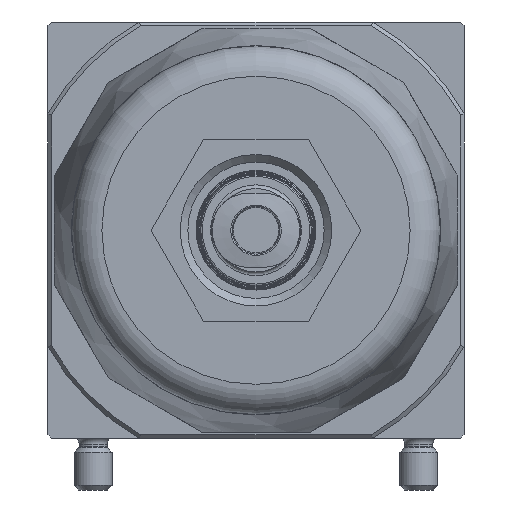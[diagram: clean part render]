
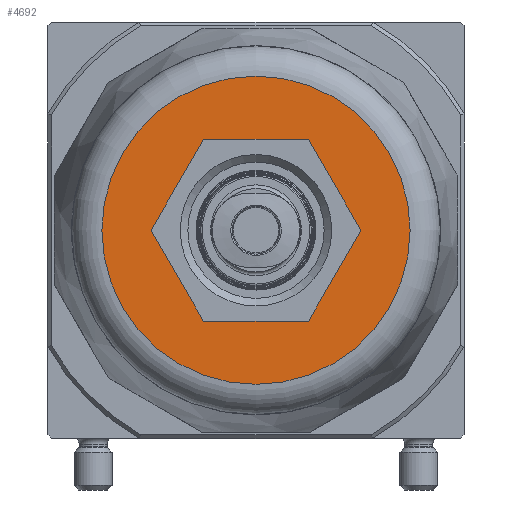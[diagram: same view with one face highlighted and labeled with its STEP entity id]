
A CAD part, front view. The second image highlights one B-rep face of the part: STEP entity #4692.
In plain terms, the highlighted planar face has unit normal (0, -1, 0).
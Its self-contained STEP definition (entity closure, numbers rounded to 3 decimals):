
#169=LINE('',#6720,#375);
#170=LINE('',#6723,#376);
#171=LINE('',#6725,#377);
#172=LINE('',#6727,#378);
#173=LINE('',#6729,#379);
#174=LINE('',#6731,#380);
#375=VECTOR('',#5399,1000.);
#376=VECTOR('',#5400,1000.);
#377=VECTOR('',#5401,1000.);
#378=VECTOR('',#5402,1000.);
#379=VECTOR('',#5403,1000.);
#380=VECTOR('',#5404,1000.);
#555=PLANE('',#4940);
#928=ORIENTED_EDGE('',*,*,#1789,.T.);
#929=ORIENTED_EDGE('',*,*,#1790,.T.);
#930=ORIENTED_EDGE('',*,*,#1791,.T.);
#931=ORIENTED_EDGE('',*,*,#1792,.T.);
#932=ORIENTED_EDGE('',*,*,#1793,.T.);
#933=ORIENTED_EDGE('',*,*,#1794,.T.);
#934=ORIENTED_EDGE('',*,*,#1795,.T.);
#1789=EDGE_CURVE('',#2220,#2220,#2476,.T.);
#1790=EDGE_CURVE('',#2221,#2222,#169,.T.);
#1791=EDGE_CURVE('',#2222,#2223,#170,.T.);
#1792=EDGE_CURVE('',#2223,#2224,#171,.T.);
#1793=EDGE_CURVE('',#2224,#2225,#172,.T.);
#1794=EDGE_CURVE('',#2225,#2226,#173,.T.);
#1795=EDGE_CURVE('',#2226,#2221,#174,.T.);
#2220=VERTEX_POINT('',#6718);
#2221=VERTEX_POINT('',#6721);
#2222=VERTEX_POINT('',#6722);
#2223=VERTEX_POINT('',#6724);
#2224=VERTEX_POINT('',#6726);
#2225=VERTEX_POINT('',#6728);
#2226=VERTEX_POINT('',#6730);
#2476=CIRCLE('',#4939,20.35);
#2645=EDGE_LOOP('',(#928));
#2646=EDGE_LOOP('',(#929,#930,#931,#932,#933,#934));
#2941=FACE_BOUND('',#2645,.T.);
#2942=FACE_BOUND('',#2646,.T.);
#4692=ADVANCED_FACE('',(#2941,#2942),#555,.F.);
#4939=AXIS2_PLACEMENT_3D('',#6717,#5395,#5396);
#4940=AXIS2_PLACEMENT_3D('',#6719,#5397,#5398);
#5395=DIRECTION('',(0.,-1.,0.));
#5396=DIRECTION('',(0.,0.,-1.));
#5397=DIRECTION('',(0.,1.,0.));
#5398=DIRECTION('',(0.,0.,1.));
#5399=DIRECTION('',(0.,0.,1.));
#5400=DIRECTION('',(0.866,0.,0.5));
#5401=DIRECTION('',(0.866,0.,-0.5));
#5402=DIRECTION('',(0.,0.,-1.));
#5403=DIRECTION('',(-0.866,0.,-0.5));
#5404=DIRECTION('',(-0.866,0.,0.5));
#6717=CARTESIAN_POINT('',(0.,-145.7,0.));
#6718=CARTESIAN_POINT('',(0.,-145.7,-20.35));
#6719=CARTESIAN_POINT('',(20.35,-145.7,0.));
#6720=CARTESIAN_POINT('',(-12.,-145.7,-6.928));
#6721=CARTESIAN_POINT('',(-12.,-145.7,-6.928));
#6722=CARTESIAN_POINT('',(-12.,-145.7,6.928));
#6723=CARTESIAN_POINT('',(-12.,-145.7,6.928));
#6724=CARTESIAN_POINT('',(0.,-145.7,13.856));
#6725=CARTESIAN_POINT('',(0.,-145.7,13.856));
#6726=CARTESIAN_POINT('',(12.,-145.7,6.928));
#6727=CARTESIAN_POINT('',(12.,-145.7,6.928));
#6728=CARTESIAN_POINT('',(12.,-145.7,-6.928));
#6729=CARTESIAN_POINT('',(12.,-145.7,-6.928));
#6730=CARTESIAN_POINT('',(0.,-145.7,-13.856));
#6731=CARTESIAN_POINT('',(0.,-145.7,-13.856));
